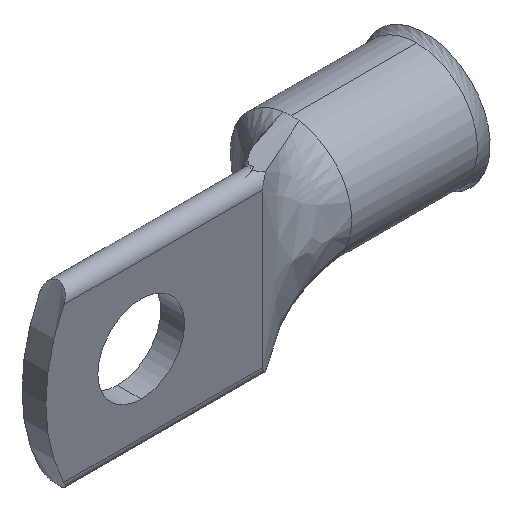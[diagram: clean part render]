
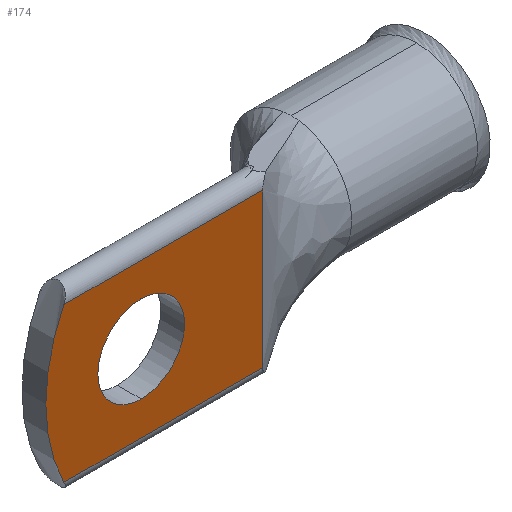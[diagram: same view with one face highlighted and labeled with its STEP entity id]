
A CAD part, isometric view. The second image highlights one B-rep face of the part: STEP entity #174.
In plain terms, the highlighted planar face has unit normal (0, -1, 0).
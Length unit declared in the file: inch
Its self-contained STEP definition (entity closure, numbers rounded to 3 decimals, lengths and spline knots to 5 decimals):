
#2 = LINE ( 'NONE', #3121, #3950 ) ;
#92 = VERTEX_POINT ( 'NONE', #3254 ) ;
#174 = ADVANCED_FACE ( 'NONE', ( #4197, #2967 ), #4506, .T. ) ;
#220 = EDGE_CURVE ( 'NONE', #3519, #2075, #2622, .T. ) ;
#272 = CARTESIAN_POINT ( 'NONE',  ( 0.2984, -0.055, 0. ) ) ;
#350 = DIRECTION ( 'NONE',  ( 0., 0., -1. ) ) ;
#357 = VERTEX_POINT ( 'NONE', #2276 ) ;
#431 = CARTESIAN_POINT ( 'NONE',  ( -0.41673, -0.055, -0.355 ) ) ;
#535 = DIRECTION ( 'NONE',  ( 0., -1., 0. ) ) ;
#554 = CIRCLE ( 'NONE', #1695, 0.7984 ) ;
#610 = ORIENTED_EDGE ( 'NONE', *, *, #3293, .T. ) ;
#663 = EDGE_CURVE ( 'NONE', #4711, #92, #2, .T. ) ;
#710 = EDGE_LOOP ( 'NONE', ( #4729, #4868 ) ) ;
#865 = DIRECTION ( 'NONE',  ( 0., 0., 1. ) ) ;
#866 = CARTESIAN_POINT ( 'NONE',  ( 0.5, -0.055, 0.355 ) ) ;
#883 = AXIS2_PLACEMENT_3D ( 'NONE', #4436, #3251, #4456 ) ;
#1117 = VECTOR ( 'NONE', #4121, 39.37008 ) ;
#1243 = LINE ( 'NONE', #4689, #4034 ) ;
#1674 = ORIENTED_EDGE ( 'NONE', *, *, #220, .T. ) ;
#1695 = AXIS2_PLACEMENT_3D ( 'NONE', #3799, #2190, #3054 ) ;
#1833 = CARTESIAN_POINT ( 'NONE',  ( 0.5, -0.055, -0.355 ) ) ;
#1912 = CARTESIAN_POINT ( 'NONE',  ( -0.06, -0.055, -0.2 ) ) ;
#1922 = ORIENTED_EDGE ( 'NONE', *, *, #663, .T. ) ;
#2007 = EDGE_CURVE ( 'NONE', #92, #3519, #554, .T. ) ;
#2064 = DIRECTION ( 'NONE',  ( 0., 0., -1. ) ) ;
#2075 = VERTEX_POINT ( 'NONE', #1833 ) ;
#2190 = DIRECTION ( 'NONE',  ( 0., -1., 0. ) ) ;
#2276 = CARTESIAN_POINT ( 'NONE',  ( -0.06, -0.055, 0.2 ) ) ;
#2568 = AXIS2_PLACEMENT_3D ( 'NONE', #272, #3426, #350 ) ;
#2622 = LINE ( 'NONE', #4962, #1117 ) ;
#2967 = FACE_OUTER_BOUND ( 'NONE', #3303, .T. ) ;
#3029 = CARTESIAN_POINT ( 'NONE',  ( -0.06, -0.055, 0. ) ) ;
#3054 = DIRECTION ( 'NONE',  ( 0., 0., -1. ) ) ;
#3073 = DIRECTION ( 'NONE',  ( -1., 0., 0. ) ) ;
#3121 = CARTESIAN_POINT ( 'NONE',  ( -0.41673, -0.055, 0.355 ) ) ;
#3127 = CIRCLE ( 'NONE', #4822, 0.2 ) ;
#3251 = DIRECTION ( 'NONE',  ( 0., -1., 0. ) ) ;
#3254 = CARTESIAN_POINT ( 'NONE',  ( -0.41673, -0.055, 0.355 ) ) ;
#3293 = EDGE_CURVE ( 'NONE', #2075, #4711, #1243, .T. ) ;
#3303 = EDGE_LOOP ( 'NONE', ( #3460, #1674, #610, #1922 ) ) ;
#3426 = DIRECTION ( 'NONE',  ( 0., -1., 0. ) ) ;
#3460 = ORIENTED_EDGE ( 'NONE', *, *, #2007, .T. ) ;
#3519 = VERTEX_POINT ( 'NONE', #431 ) ;
#3799 = CARTESIAN_POINT ( 'NONE',  ( 0.2984, -0.055, 0. ) ) ;
#3950 = VECTOR ( 'NONE', #3073, 39.37008 ) ;
#3965 = EDGE_CURVE ( 'NONE', #4512, #357, #4585, .T. ) ;
#4034 = VECTOR ( 'NONE', #865, 39.37008 ) ;
#4121 = DIRECTION ( 'NONE',  ( 1., 0., 0. ) ) ;
#4197 = FACE_BOUND ( 'NONE', #710, .T. ) ;
#4436 = CARTESIAN_POINT ( 'NONE',  ( -0.06, -0.055, 0. ) ) ;
#4456 = DIRECTION ( 'NONE',  ( 0., 0., -1. ) ) ;
#4506 = PLANE ( 'NONE',  #2568 ) ;
#4512 = VERTEX_POINT ( 'NONE', #1912 ) ;
#4585 = CIRCLE ( 'NONE', #883, 0.2 ) ;
#4681 = EDGE_CURVE ( 'NONE', #357, #4512, #3127, .T. ) ;
#4689 = CARTESIAN_POINT ( 'NONE',  ( 0.5, -0.055, 0. ) ) ;
#4711 = VERTEX_POINT ( 'NONE', #866 ) ;
#4729 = ORIENTED_EDGE ( 'NONE', *, *, #4681, .F. ) ;
#4822 = AXIS2_PLACEMENT_3D ( 'NONE', #3029, #535, #2064 ) ;
#4868 = ORIENTED_EDGE ( 'NONE', *, *, #3965, .F. ) ;
#4962 = CARTESIAN_POINT ( 'NONE',  ( 0.2984, -0.055, -0.355 ) ) ;
